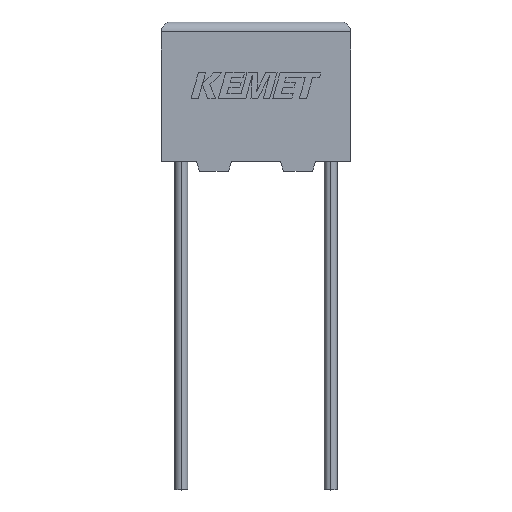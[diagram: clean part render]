
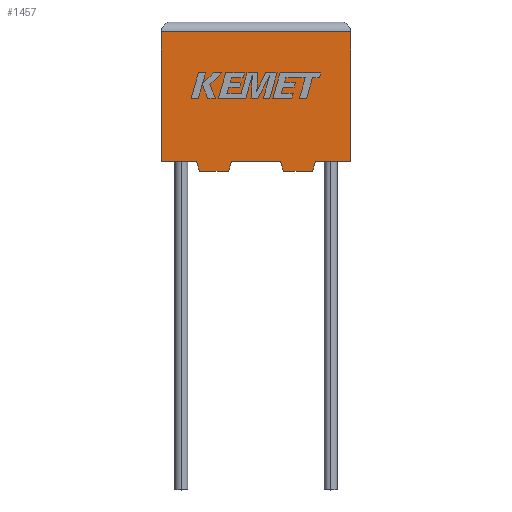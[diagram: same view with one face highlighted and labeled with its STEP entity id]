
A CAD part, top view. The second image highlights one B-rep face of the part: STEP entity #1457.
In plain terms, the highlighted planar face has unit normal (0, 0, 1).
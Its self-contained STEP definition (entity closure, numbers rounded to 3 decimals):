
#57 = VERTEX_POINT ( 'NONE', #2644 ) ;
#91 = LINE ( 'NONE', #101, #1014 ) ;
#101 = CARTESIAN_POINT ( 'NONE',  ( 0., 0., 2.5 ) ) ;
#142 = EDGE_CURVE ( 'NONE', #479, #2309, #557, .T. ) ;
#233 = LINE ( 'NONE', #1598, #1625 ) ;
#242 = VECTOR ( 'NONE', #2664, 1000. ) ;
#297 = VERTEX_POINT ( 'NONE', #1753 ) ;
#305 = CARTESIAN_POINT ( 'NONE',  ( 6.136, -0.5, 2.5 ) ) ;
#408 = ORIENTED_EDGE ( 'NONE', *, *, #1225, .F. ) ;
#427 = EDGE_CURVE ( 'NONE', #508, #1368, #91, .T. ) ;
#463 = CARTESIAN_POINT ( 'NONE',  ( 6.136, -0.5, 2.5 ) ) ;
#477 = VECTOR ( 'NONE', #1749, 1000. ) ;
#479 = VERTEX_POINT ( 'NONE', #1606 ) ;
#503 = VECTOR ( 'NONE', #1533, 1000. ) ;
#508 = VERTEX_POINT ( 'NONE', #1342 ) ;
#557 = LINE ( 'NONE', #933, #1213 ) ;
#581 = ORIENTED_EDGE ( 'NONE', *, *, #699, .T. ) ;
#610 = CARTESIAN_POINT ( 'NONE',  ( 1.91, -0.5, 2.5 ) ) ;
#699 = EDGE_CURVE ( 'NONE', #2319, #3005, #2356, .T. ) ;
#708 = ORIENTED_EDGE ( 'NONE', *, *, #2848, .T. ) ;
#769 = AXIS2_PLACEMENT_3D ( 'NONE', #1784, #3080, #2304 ) ;
#796 = VECTOR ( 'NONE', #1697, 1000. ) ;
#834 = DIRECTION ( 'NONE',  ( 1., 0., 0. ) ) ;
#837 = LINE ( 'NONE', #2511, #503 ) ;
#844 = LINE ( 'NONE', #2657, #242 ) ;
#879 = ORIENTED_EDGE ( 'NONE', *, *, #2871, .T. ) ;
#933 = CARTESIAN_POINT ( 'NONE',  ( 7.59, -0.5, 2.5 ) ) ;
#985 = CARTESIAN_POINT ( 'NONE',  ( 0., 0., 2.5 ) ) ;
#1000 = ORIENTED_EDGE ( 'NONE', *, *, #1079, .T. ) ;
#1014 = VECTOR ( 'NONE', #2815, 1000. ) ;
#1025 = ORIENTED_EDGE ( 'NONE', *, *, #2006, .T. ) ;
#1038 = PLANE ( 'NONE',  #769 ) ;
#1039 = LINE ( 'NONE', #610, #1978 ) ;
#1056 = VERTEX_POINT ( 'NONE', #2072 ) ;
#1079 = EDGE_CURVE ( 'NONE', #1056, #1203, #844, .T. ) ;
#1110 = DIRECTION ( 'NONE',  ( 0., -1., 0. ) ) ;
#1167 = VERTEX_POINT ( 'NONE', #2383 ) ;
#1203 = VERTEX_POINT ( 'NONE', #1440 ) ;
#1213 = VECTOR ( 'NONE', #3242, 1000. ) ;
#1221 = CARTESIAN_POINT ( 'NONE',  ( 3.364, -0.5, 2.5 ) ) ;
#1225 = EDGE_CURVE ( 'NONE', #2309, #297, #2433, .T. ) ;
#1261 = VECTOR ( 'NONE', #2594, 1000. ) ;
#1287 = ORIENTED_EDGE ( 'NONE', *, *, #142, .F. ) ;
#1296 = LINE ( 'NONE', #985, #2089 ) ;
#1342 = CARTESIAN_POINT ( 'NONE',  ( 7.74, 0., 2.5 ) ) ;
#1368 = VERTEX_POINT ( 'NONE', #1462 ) ;
#1425 = CARTESIAN_POINT ( 'NONE',  ( 0., 0., 2.5 ) ) ;
#1440 = CARTESIAN_POINT ( 'NONE',  ( 0., 6.5, 2.5 ) ) ;
#1457 = ADVANCED_FACE ( 'NONE', ( #2508 ), #1038, .F. ) ;
#1462 = CARTESIAN_POINT ( 'NONE',  ( 9.5, 0., 2.5 ) ) ;
#1502 = LINE ( 'NONE', #2739, #2305 ) ;
#1515 = DIRECTION ( 'NONE',  ( 1., 0., 0. ) ) ;
#1533 = DIRECTION ( 'NONE',  ( 0.287, -0.958, 0. ) ) ;
#1598 = CARTESIAN_POINT ( 'NONE',  ( 0., 0., 2.5 ) ) ;
#1606 = CARTESIAN_POINT ( 'NONE',  ( 7.59, -0.5, 2.5 ) ) ;
#1622 = LINE ( 'NONE', #3229, #796 ) ;
#1625 = VECTOR ( 'NONE', #1110, 1000. ) ;
#1680 = EDGE_CURVE ( 'NONE', #1167, #2319, #1039, .T. ) ;
#1697 = DIRECTION ( 'NONE',  ( 1., 0., 0. ) ) ;
#1749 = DIRECTION ( 'NONE',  ( 0.287, 0.958, 0. ) ) ;
#1753 = CARTESIAN_POINT ( 'NONE',  ( 5.986, 0., 2.5 ) ) ;
#1784 = CARTESIAN_POINT ( 'NONE',  ( 0., 0., 2.5 ) ) ;
#1823 = EDGE_LOOP ( 'NONE', ( #708, #1000, #2291, #2069, #1025, #2173, #581, #879, #408, #1287, #1921, #2046 ) ) ;
#1920 = CARTESIAN_POINT ( 'NONE',  ( 3.364, -0.5, 2.5 ) ) ;
#1921 = ORIENTED_EDGE ( 'NONE', *, *, #3202, .F. ) ;
#1978 = VECTOR ( 'NONE', #834, 1000. ) ;
#2006 = EDGE_CURVE ( 'NONE', #57, #1167, #837, .T. ) ;
#2046 = ORIENTED_EDGE ( 'NONE', *, *, #427, .T. ) ;
#2069 = ORIENTED_EDGE ( 'NONE', *, *, #2910, .T. ) ;
#2072 = CARTESIAN_POINT ( 'NONE',  ( 9.5, 6.5, 2.5 ) ) ;
#2089 = VECTOR ( 'NONE', #1515, 1000. ) ;
#2105 = VECTOR ( 'NONE', #2216, 1000. ) ;
#2173 = ORIENTED_EDGE ( 'NONE', *, *, #1680, .T. ) ;
#2216 = DIRECTION ( 'NONE',  ( -0.287, 0.958, 0. ) ) ;
#2263 = LINE ( 'NONE', #3111, #1261 ) ;
#2291 = ORIENTED_EDGE ( 'NONE', *, *, #2556, .T. ) ;
#2304 = DIRECTION ( 'NONE',  ( -1., 0., 0. ) ) ;
#2305 = VECTOR ( 'NONE', #2983, 1000. ) ;
#2309 = VERTEX_POINT ( 'NONE', #305 ) ;
#2319 = VERTEX_POINT ( 'NONE', #1920 ) ;
#2356 = LINE ( 'NONE', #1221, #477 ) ;
#2383 = CARTESIAN_POINT ( 'NONE',  ( 1.91, -0.5, 2.5 ) ) ;
#2433 = LINE ( 'NONE', #463, #2105 ) ;
#2508 = FACE_OUTER_BOUND ( 'NONE', #1823, .T. ) ;
#2511 = CARTESIAN_POINT ( 'NONE',  ( 1.76, 0., 2.5 ) ) ;
#2556 = EDGE_CURVE ( 'NONE', #1203, #3198, #233, .T. ) ;
#2594 = DIRECTION ( 'NONE',  ( -0.287, -0.958, 0. ) ) ;
#2644 = CARTESIAN_POINT ( 'NONE',  ( 1.76, 0., 2.5 ) ) ;
#2657 = CARTESIAN_POINT ( 'NONE',  ( 0., 6.5, 2.5 ) ) ;
#2664 = DIRECTION ( 'NONE',  ( -1., 0., 0. ) ) ;
#2739 = CARTESIAN_POINT ( 'NONE',  ( 9.5, 0., 2.5 ) ) ;
#2776 = CARTESIAN_POINT ( 'NONE',  ( 3.514, 0., 2.5 ) ) ;
#2815 = DIRECTION ( 'NONE',  ( 1., 0., 0. ) ) ;
#2848 = EDGE_CURVE ( 'NONE', #1368, #1056, #1502, .T. ) ;
#2871 = EDGE_CURVE ( 'NONE', #3005, #297, #1622, .T. ) ;
#2910 = EDGE_CURVE ( 'NONE', #3198, #57, #1296, .T. ) ;
#2983 = DIRECTION ( 'NONE',  ( 0., 1., 0. ) ) ;
#3005 = VERTEX_POINT ( 'NONE', #2776 ) ;
#3080 = DIRECTION ( 'NONE',  ( 0., 0., -1. ) ) ;
#3111 = CARTESIAN_POINT ( 'NONE',  ( 7.74, 0., 2.5 ) ) ;
#3198 = VERTEX_POINT ( 'NONE', #1425 ) ;
#3202 = EDGE_CURVE ( 'NONE', #508, #479, #2263, .T. ) ;
#3229 = CARTESIAN_POINT ( 'NONE',  ( 0., 0., 2.5 ) ) ;
#3242 = DIRECTION ( 'NONE',  ( -1., 0., 0. ) ) ;
